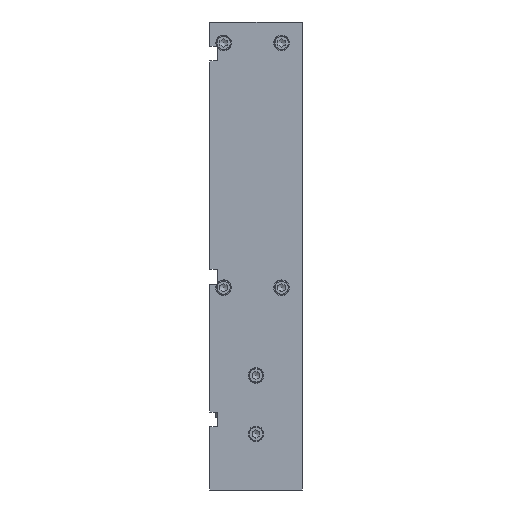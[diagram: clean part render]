
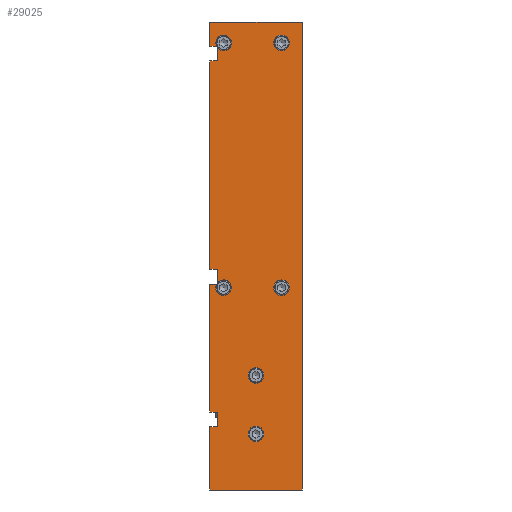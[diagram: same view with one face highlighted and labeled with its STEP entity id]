
A CAD part, left-side view. The second image highlights one B-rep face of the part: STEP entity #29025.
In plain terms, the highlighted planar face has unit normal (-1, 0, 0).
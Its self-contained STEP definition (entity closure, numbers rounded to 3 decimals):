
#572=PLANE('',#31981);
#1108=FACE_BOUND('',#4138,.T.);
#1109=FACE_BOUND('',#4139,.T.);
#1110=FACE_BOUND('',#4140,.T.);
#1111=FACE_BOUND('',#4141,.T.);
#2428=FACE_OUTER_BOUND('',#4137,.T.);
#4137=EDGE_LOOP('',(#22273,#22274,#22275,#22276,#22277,#22278,#22279,#22280,
#22281,#22282,#22283,#22284,#22285,#22286,#22287,#22288,#22289,#22290));
#4138=EDGE_LOOP('',(#22291));
#4139=EDGE_LOOP('',(#22292));
#4140=EDGE_LOOP('',(#22293));
#4141=EDGE_LOOP('',(#22294));
#6233=LINE('',#48693,#8045);
#6234=LINE('',#48696,#8046);
#6235=LINE('',#48698,#8047);
#6236=LINE('',#48700,#8048);
#6237=LINE('',#48702,#8049);
#6238=LINE('',#48704,#8050);
#6239=LINE('',#48706,#8051);
#6240=LINE('',#48708,#8052);
#6241=LINE('',#48710,#8053);
#6242=LINE('',#48712,#8054);
#6243=LINE('',#48713,#8055);
#6244=LINE('',#48715,#8056);
#6245=LINE('',#48717,#8057);
#6246=LINE('',#48719,#8058);
#6247=LINE('',#48721,#8059);
#6248=LINE('',#48722,#8060);
#8045=VECTOR('',#38518,1.437);
#8046=VECTOR('',#38521,26.25);
#8047=VECTOR('',#38522,1.6);
#8048=VECTOR('',#38523,3.);
#8049=VECTOR('',#38524,1.6);
#8050=VECTOR('',#38525,13.);
#8051=VECTOR('',#38526,19.);
#8052=VECTOR('',#38527,96.);
#8053=VECTOR('',#38528,19.);
#8054=VECTOR('',#38529,5.);
#8055=VECTOR('',#38530,1.411);
#8056=VECTOR('',#38531,2.701);
#8057=VECTOR('',#38532,1.6);
#8058=VECTOR('',#38533,42.75);
#8059=VECTOR('',#38534,1.6);
#8060=VECTOR('',#38535,2.751);
#10220=CIRCLE('',#31958,1.6);
#10223=CIRCLE('',#31963,1.6);
#10225=CIRCLE('',#31967,1.6);
#10228=CIRCLE('',#31972,1.6);
#10230=CIRCLE('',#31976,1.6);
#10232=CIRCLE('',#31979,1.6);
#12533=VERTEX_POINT('',#48641);
#12538=VERTEX_POINT('',#48653);
#12539=VERTEX_POINT('',#48655);
#12541=VERTEX_POINT('',#48662);
#12544=VERTEX_POINT('',#48670);
#12546=VERTEX_POINT('',#48676);
#12548=VERTEX_POINT('',#48680);
#12550=VERTEX_POINT('',#48684);
#12552=VERTEX_POINT('',#48691);
#12553=VERTEX_POINT('',#48695);
#12554=VERTEX_POINT('',#48697);
#12555=VERTEX_POINT('',#48699);
#12556=VERTEX_POINT('',#48701);
#12557=VERTEX_POINT('',#48703);
#12558=VERTEX_POINT('',#48705);
#12559=VERTEX_POINT('',#48707);
#12560=VERTEX_POINT('',#48709);
#12561=VERTEX_POINT('',#48711);
#12562=VERTEX_POINT('',#48714);
#12563=VERTEX_POINT('',#48716);
#12564=VERTEX_POINT('',#48718);
#12565=VERTEX_POINT('',#48720);
#16022=EDGE_CURVE('',#12533,#12533,#10220,.T.);
#16029=EDGE_CURVE('',#12538,#12539,#10223,.T.);
#16031=EDGE_CURVE('',#12541,#12541,#10225,.T.);
#16034=EDGE_CURVE('',#12544,#12544,#10228,.T.);
#16036=EDGE_CURVE('',#12546,#12546,#10230,.T.);
#16040=EDGE_CURVE('',#12548,#12550,#10232,.T.);
#16044=EDGE_CURVE('',#12539,#12552,#6233,.T.);
#16045=EDGE_CURVE('',#12552,#12553,#6234,.T.);
#16046=EDGE_CURVE('',#12553,#12554,#6235,.T.);
#16047=EDGE_CURVE('',#12554,#12555,#6236,.T.);
#16048=EDGE_CURVE('',#12555,#12556,#6237,.T.);
#16049=EDGE_CURVE('',#12556,#12557,#6238,.T.);
#16050=EDGE_CURVE('',#12557,#12558,#6239,.T.);
#16051=EDGE_CURVE('',#12558,#12559,#6240,.T.);
#16052=EDGE_CURVE('',#12559,#12560,#6241,.T.);
#16053=EDGE_CURVE('',#12560,#12561,#6242,.T.);
#16054=EDGE_CURVE('',#12561,#12548,#6243,.T.);
#16055=EDGE_CURVE('',#12550,#12562,#6244,.T.);
#16056=EDGE_CURVE('',#12562,#12563,#6245,.T.);
#16057=EDGE_CURVE('',#12563,#12564,#6246,.T.);
#16058=EDGE_CURVE('',#12564,#12565,#6247,.T.);
#16059=EDGE_CURVE('',#12565,#12538,#6248,.T.);
#22273=ORIENTED_EDGE('',*,*,#16029,.T.);
#22274=ORIENTED_EDGE('',*,*,#16044,.T.);
#22275=ORIENTED_EDGE('',*,*,#16045,.T.);
#22276=ORIENTED_EDGE('',*,*,#16046,.T.);
#22277=ORIENTED_EDGE('',*,*,#16047,.T.);
#22278=ORIENTED_EDGE('',*,*,#16048,.T.);
#22279=ORIENTED_EDGE('',*,*,#16049,.T.);
#22280=ORIENTED_EDGE('',*,*,#16050,.T.);
#22281=ORIENTED_EDGE('',*,*,#16051,.T.);
#22282=ORIENTED_EDGE('',*,*,#16052,.T.);
#22283=ORIENTED_EDGE('',*,*,#16053,.T.);
#22284=ORIENTED_EDGE('',*,*,#16054,.T.);
#22285=ORIENTED_EDGE('',*,*,#16040,.T.);
#22286=ORIENTED_EDGE('',*,*,#16055,.T.);
#22287=ORIENTED_EDGE('',*,*,#16056,.T.);
#22288=ORIENTED_EDGE('',*,*,#16057,.T.);
#22289=ORIENTED_EDGE('',*,*,#16058,.T.);
#22290=ORIENTED_EDGE('',*,*,#16059,.T.);
#22291=ORIENTED_EDGE('',*,*,#16036,.T.);
#22292=ORIENTED_EDGE('',*,*,#16034,.T.);
#22293=ORIENTED_EDGE('',*,*,#16031,.T.);
#22294=ORIENTED_EDGE('',*,*,#16022,.T.);
#29025=ADVANCED_FACE('',(#2428,#1108,#1109,#1110,#1111),#572,.T.);
#31958=AXIS2_PLACEMENT_3D('',#48642,#38463,#38464);
#31963=AXIS2_PLACEMENT_3D('',#48657,#38477,#38478);
#31967=AXIS2_PLACEMENT_3D('',#48663,#38485,#38486);
#31972=AXIS2_PLACEMENT_3D('',#48671,#38495,#38496);
#31976=AXIS2_PLACEMENT_3D('',#48677,#38503,#38504);
#31979=AXIS2_PLACEMENT_3D('',#48686,#38511,#38512);
#31981=AXIS2_PLACEMENT_3D('',#48694,#38519,#38520);
#38463=DIRECTION('center_axis',(1.,0.,0.));
#38464=DIRECTION('ref_axis',(0.,0.,1.));
#38477=DIRECTION('center_axis',(1.,0.,0.));
#38478=DIRECTION('ref_axis',(0.,0.,1.));
#38485=DIRECTION('center_axis',(1.,0.,0.));
#38486=DIRECTION('ref_axis',(0.,0.,1.));
#38495=DIRECTION('center_axis',(1.,0.,0.));
#38496=DIRECTION('ref_axis',(0.,0.,1.));
#38503=DIRECTION('center_axis',(1.,0.,0.));
#38504=DIRECTION('ref_axis',(0.,0.,1.));
#38511=DIRECTION('center_axis',(1.,0.,0.));
#38512=DIRECTION('ref_axis',(0.,0.,1.));
#38518=DIRECTION('',(0.,1.,0.));
#38519=DIRECTION('center_axis',(-1.,0.,0.));
#38520=DIRECTION('ref_axis',(0.,0.,1.));
#38521=DIRECTION('',(0.,0.,-1.));
#38522=DIRECTION('',(0.,-1.,0.));
#38523=DIRECTION('',(0.,0.,-1.));
#38524=DIRECTION('',(0.,1.,0.));
#38525=DIRECTION('',(0.,0.,-1.));
#38526=DIRECTION('',(0.,-1.,0.));
#38527=DIRECTION('',(0.,0.,1.));
#38528=DIRECTION('',(0.,1.,0.));
#38529=DIRECTION('',(0.,0.,-1.));
#38530=DIRECTION('',(0.,-1.,0.));
#38531=DIRECTION('',(0.,0.,-1.));
#38532=DIRECTION('',(0.,1.,0.));
#38533=DIRECTION('',(0.,0.,-1.));
#38534=DIRECTION('',(0.,-1.,0.));
#38535=DIRECTION('',(0.,0.,-1.));
#48641=CARTESIAN_POINT('',(-25.576,-3.959,37.45));
#48642=CARTESIAN_POINT('Origin',(-25.576,-3.959,35.85));
#48653=CARTESIAN_POINT('',(-25.576,9.191,-13.351));
#48655=CARTESIAN_POINT('',(-25.576,9.355,-13.6));
#48657=CARTESIAN_POINT('Origin',(-25.576,7.941,-14.35));
#48662=CARTESIAN_POINT('',(-25.576,1.291,-42.75));
#48663=CARTESIAN_POINT('Origin',(-25.576,1.291,-44.35));
#48670=CARTESIAN_POINT('',(-25.576,1.291,-30.75));
#48671=CARTESIAN_POINT('Origin',(-25.576,1.291,-32.35));
#48676=CARTESIAN_POINT('',(-25.576,-3.959,-12.75));
#48677=CARTESIAN_POINT('Origin',(-25.576,-3.959,-14.35));
#48680=CARTESIAN_POINT('',(-25.576,9.38,35.15));
#48684=CARTESIAN_POINT('',(-25.576,9.191,34.851));
#48686=CARTESIAN_POINT('Origin',(-25.576,7.941,35.85));
#48691=CARTESIAN_POINT('',(-25.576,10.791,-13.6));
#48693=CARTESIAN_POINT('',(-25.576,9.191,-13.6));
#48694=CARTESIAN_POINT('Origin',(-25.576,1.58,-7.8));
#48695=CARTESIAN_POINT('',(-25.576,10.791,-39.85));
#48696=CARTESIAN_POINT('',(-25.576,10.791,-13.6));
#48697=CARTESIAN_POINT('',(-25.576,9.191,-39.85));
#48698=CARTESIAN_POINT('',(-25.576,10.791,-39.85));
#48699=CARTESIAN_POINT('',(-25.576,9.191,-42.85));
#48700=CARTESIAN_POINT('',(-25.576,9.191,-39.85));
#48701=CARTESIAN_POINT('',(-25.576,10.791,-42.85));
#48702=CARTESIAN_POINT('',(-25.576,9.191,-42.85));
#48703=CARTESIAN_POINT('',(-25.576,10.791,-55.85));
#48704=CARTESIAN_POINT('',(-25.576,10.791,-42.85));
#48705=CARTESIAN_POINT('',(-25.576,-8.209,-55.85));
#48706=CARTESIAN_POINT('',(-25.576,10.791,-55.85));
#48707=CARTESIAN_POINT('',(-25.576,-8.209,40.15));
#48708=CARTESIAN_POINT('',(-25.576,-8.209,-55.85));
#48709=CARTESIAN_POINT('',(-25.576,10.791,40.15));
#48710=CARTESIAN_POINT('',(-25.576,-8.209,40.15));
#48711=CARTESIAN_POINT('',(-25.576,10.791,35.15));
#48712=CARTESIAN_POINT('',(-25.576,10.791,40.15));
#48713=CARTESIAN_POINT('',(-25.576,10.791,35.15));
#48714=CARTESIAN_POINT('',(-25.576,9.191,32.15));
#48715=CARTESIAN_POINT('',(-25.576,9.191,35.15));
#48716=CARTESIAN_POINT('',(-25.576,10.791,32.15));
#48717=CARTESIAN_POINT('',(-25.576,9.191,32.15));
#48718=CARTESIAN_POINT('',(-25.576,10.791,-10.6));
#48719=CARTESIAN_POINT('',(-25.576,10.791,32.15));
#48720=CARTESIAN_POINT('',(-25.576,9.191,-10.6));
#48721=CARTESIAN_POINT('',(-25.576,10.791,-10.6));
#48722=CARTESIAN_POINT('',(-25.576,9.191,-10.6));
